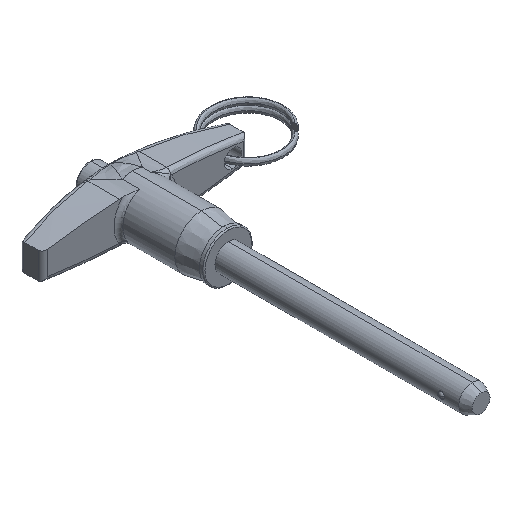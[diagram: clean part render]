
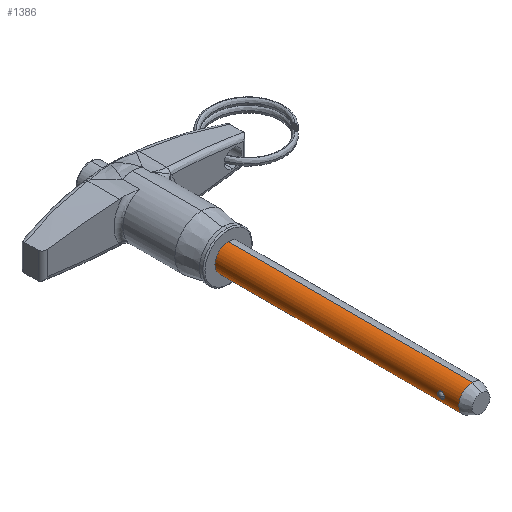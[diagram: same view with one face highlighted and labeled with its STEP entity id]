
A CAD part, isometric view. The second image highlights one B-rep face of the part: STEP entity #1386.
In plain terms, the highlighted cylindrical face has radius 3 mm (diameter 6 mm), a partial arc.
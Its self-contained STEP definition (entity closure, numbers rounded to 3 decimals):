
#15 = CARTESIAN_POINT ( 'NONE',  ( -63.7, -3., 0. ) ) ;
#102 = EDGE_CURVE ( 'NONE', #1253, #3479, #2845, .T. ) ;
#189 = VERTEX_POINT ( 'NONE', #15 ) ;
#260 = CARTESIAN_POINT ( 'NONE',  ( -60.43, 0.197, -2.995 ) ) ;
#308 = CARTESIAN_POINT ( 'NONE',  ( -60.161, -0.6, -2.94 ) ) ;
#310 = CARTESIAN_POINT ( 'NONE',  ( -59.502, 0.75, -2.905 ) ) ;
#330 = CARTESIAN_POINT ( 'NONE',  ( -59.032, 0.393, -2.977 ) ) ;
#352 = CARTESIAN_POINT ( 'NONE',  ( -60.45, 0., -3. ) ) ;
#356 = AXIS2_PLACEMENT_3D ( 'NONE', #1119, #2390, #3068 ) ;
#362 = ORIENTED_EDGE ( 'NONE', *, *, #1302, .T. ) ;
#418 = EDGE_CURVE ( 'NONE', #3887, #3621, #951, .T. ) ;
#424 = AXIS2_PLACEMENT_3D ( 'NONE', #3194, #927, #596 ) ;
#467 = DIRECTION ( 'NONE',  ( 0., 1., 0. ) ) ;
#582 = CARTESIAN_POINT ( 'NONE',  ( 0., -3., 0. ) ) ;
#594 = CARTESIAN_POINT ( 'NONE',  ( -58.95, 0., -3. ) ) ;
#596 = DIRECTION ( 'NONE',  ( 0., 1., 0. ) ) ;
#601 = DIRECTION ( 'NONE',  ( 1., 0., 0. ) ) ;
#603 = CARTESIAN_POINT ( 'NONE',  ( -58.95, 0., -3. ) ) ;
#604 = EDGE_LOOP ( 'NONE', ( #3815, #362, #2751, #2713 ) ) ;
#605 = CARTESIAN_POINT ( 'NONE',  ( -60.092, 0.668, -2.928 ) ) ;
#647 = VECTOR ( 'NONE', #601, 1000. ) ;
#753 = CARTESIAN_POINT ( 'NONE',  ( -63.7, 0., 0. ) ) ;
#927 = DIRECTION ( 'NONE',  ( 1., 0., 0. ) ) ;
#939 = ORIENTED_EDGE ( 'NONE', *, *, #2046, .F. ) ;
#951 = B_SPLINE_CURVE_WITH_KNOTS ( 'NONE', 3,
 ( #603, #2324, #2958, #3292, #1628, #3246, #1647, #3987, #3653, #2980, #1300, #1258, #308, #4297, #2585, #1927, #4318, #3605 ),
 .UNSPECIFIED., .F., .F.,
 ( 4, 2, 2, 2, 2, 2, 2, 2, 4 ),
 ( 0., 0., 0.001, 0.001, 0.001, 0.001, 0.002, 0.002, 0.002 ),
 .UNSPECIFIED. ) ;
#1119 = CARTESIAN_POINT ( 'NONE',  ( -8.95, 0., 0. ) ) ;
#1236 = EDGE_CURVE ( 'NONE', #1294, #3479, #3689, .T. ) ;
#1253 = VERTEX_POINT ( 'NONE', #1413 ) ;
#1258 = CARTESIAN_POINT ( 'NONE',  ( -60.079, -0.655, -2.928 ) ) ;
#1284 = CARTESIAN_POINT ( 'NONE',  ( -60.3, 0.461, -2.965 ) ) ;
#1294 = VERTEX_POINT ( 'NONE', #3736 ) ;
#1300 = CARTESIAN_POINT ( 'NONE',  ( -59.896, -0.731, -2.91 ) ) ;
#1302 = EDGE_CURVE ( 'NONE', #189, #1253, #2156, .T. ) ;
#1386 = ADVANCED_FACE ( 'NONE', ( #3578, #2901 ), #2575, .T. ) ;
#1413 = CARTESIAN_POINT ( 'NONE',  ( -63.7, 3., 0. ) ) ;
#1585 = CARTESIAN_POINT ( 'NONE',  ( -58.95, 0.199, -3. ) ) ;
#1628 = CARTESIAN_POINT ( 'NONE',  ( -59.101, -0.462, -2.965 ) ) ;
#1647 = CARTESIAN_POINT ( 'NONE',  ( -59.322, -0.655, -2.928 ) ) ;
#1804 = AXIS2_PLACEMENT_3D ( 'NONE', #753, #3457, #467 ) ;
#1865 = CARTESIAN_POINT ( 'NONE',  ( -8.95, 3., 0. ) ) ;
#1927 = CARTESIAN_POINT ( 'NONE',  ( -60.43, -0.197, -2.995 ) ) ;
#1930 = CARTESIAN_POINT ( 'NONE',  ( -59.308, 0.668, -2.928 ) ) ;
#1975 = CARTESIAN_POINT ( 'NONE',  ( -59.898, 0.75, -2.905 ) ) ;
#2046 = EDGE_CURVE ( 'NONE', #3621, #3887, #2208, .T. ) ;
#2156 = CIRCLE ( 'NONE', #1804, 3. ) ;
#2208 = B_SPLINE_CURVE_WITH_KNOTS ( 'NONE', 3,
 ( #3900, #3247, #260, #2961, #1284, #605, #1975, #310, #1930, #330, #1585, #2280 ),
 .UNSPECIFIED., .F., .F.,
 ( 4, 2, 2, 2, 2, 4 ),
 ( 0.002, 0.003, 0.003, 0.004, 0.004, 0.005 ),
 .UNSPECIFIED. ) ;
#2280 = CARTESIAN_POINT ( 'NONE',  ( -58.95, 0., -3. ) ) ;
#2324 = CARTESIAN_POINT ( 'NONE',  ( -58.95, -0.1, -3. ) ) ;
#2390 = DIRECTION ( 'NONE',  ( 1., 0., 0. ) ) ;
#2509 = ORIENTED_EDGE ( 'NONE', *, *, #418, .F. ) ;
#2554 = VECTOR ( 'NONE', #3179, 1000. ) ;
#2575 = CYLINDRICAL_SURFACE ( 'NONE', #424, 3. ) ;
#2585 = CARTESIAN_POINT ( 'NONE',  ( -60.355, -0.378, -2.977 ) ) ;
#2713 = ORIENTED_EDGE ( 'NONE', *, *, #1236, .F. ) ;
#2751 = ORIENTED_EDGE ( 'NONE', *, *, #102, .T. ) ;
#2845 = LINE ( 'NONE', #2907, #647 ) ;
#2886 = EDGE_LOOP ( 'NONE', ( #2509, #939 ) ) ;
#2901 = FACE_BOUND ( 'NONE', #2886, .T. ) ;
#2907 = CARTESIAN_POINT ( 'NONE',  ( 0., 3., 0. ) ) ;
#2958 = CARTESIAN_POINT ( 'NONE',  ( -58.97, -0.197, -2.995 ) ) ;
#2961 = CARTESIAN_POINT ( 'NONE',  ( -60.355, 0.378, -2.977 ) ) ;
#2980 = CARTESIAN_POINT ( 'NONE',  ( -59.798, -0.75, -2.905 ) ) ;
#3068 = DIRECTION ( 'NONE',  ( 0., 1., 0. ) ) ;
#3179 = DIRECTION ( 'NONE',  ( 1., 0., 0. ) ) ;
#3194 = CARTESIAN_POINT ( 'NONE',  ( 0., 0., 0. ) ) ;
#3246 = CARTESIAN_POINT ( 'NONE',  ( -59.239, -0.599, -2.94 ) ) ;
#3247 = CARTESIAN_POINT ( 'NONE',  ( -60.45, 0.098, -3. ) ) ;
#3292 = CARTESIAN_POINT ( 'NONE',  ( -59.045, -0.379, -2.977 ) ) ;
#3457 = DIRECTION ( 'NONE',  ( 1., 0., 0. ) ) ;
#3479 = VERTEX_POINT ( 'NONE', #1865 ) ;
#3563 = LINE ( 'NONE', #582, #2554 ) ;
#3578 = FACE_OUTER_BOUND ( 'NONE', #604, .T. ) ;
#3605 = CARTESIAN_POINT ( 'NONE',  ( -60.45, 0., -3. ) ) ;
#3621 = VERTEX_POINT ( 'NONE', #352 ) ;
#3653 = CARTESIAN_POINT ( 'NONE',  ( -59.601, -0.75, -2.905 ) ) ;
#3689 = CIRCLE ( 'NONE', #356, 3. ) ;
#3715 = EDGE_CURVE ( 'NONE', #189, #1294, #3563, .T. ) ;
#3736 = CARTESIAN_POINT ( 'NONE',  ( -8.95, -3., 0. ) ) ;
#3815 = ORIENTED_EDGE ( 'NONE', *, *, #3715, .F. ) ;
#3887 = VERTEX_POINT ( 'NONE', #594 ) ;
#3900 = CARTESIAN_POINT ( 'NONE',  ( -60.45, 0., -3. ) ) ;
#3987 = CARTESIAN_POINT ( 'NONE',  ( -59.502, -0.73, -2.91 ) ) ;
#4297 = CARTESIAN_POINT ( 'NONE',  ( -60.3, -0.461, -2.965 ) ) ;
#4318 = CARTESIAN_POINT ( 'NONE',  ( -60.45, -0.098, -3. ) ) ;
